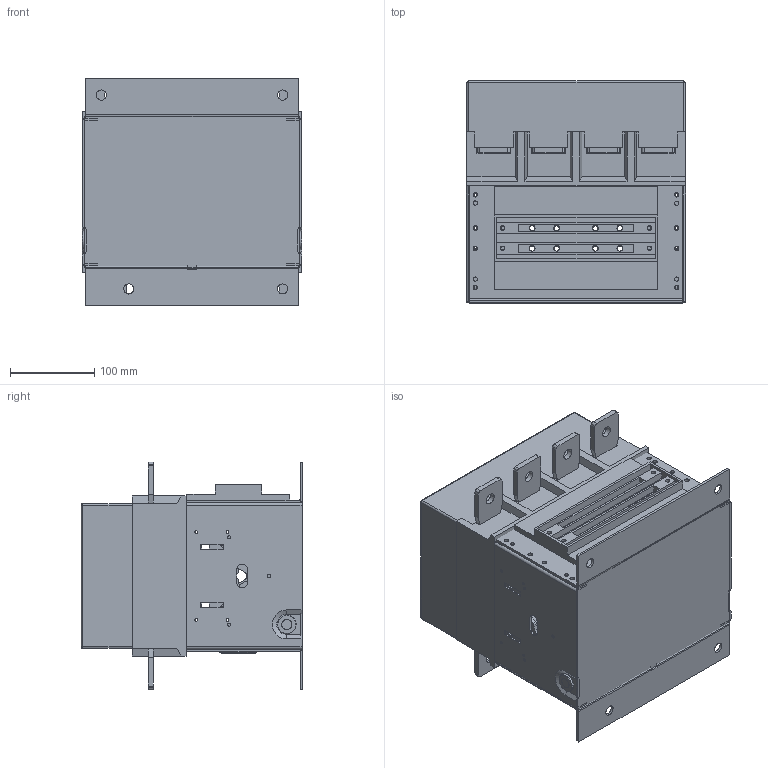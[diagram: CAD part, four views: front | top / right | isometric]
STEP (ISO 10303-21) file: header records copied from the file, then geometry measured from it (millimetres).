
FILE_DESCRIPTION(/* description */ (''),/* implementation_level */ '2;1');
FILE_NAME(/* name */ 'B500-630 4P_CATALOG.stp',/* time_stamp */ '2020-06-17T07:44:28+02:00',/* author */ (''),/* organization */ (''),/* preprocessor_version */ 'ST-DEVELOPER v16',/* originating_system */ 'SIEMENS PLM Software NX 10.0',/* authorisation */ '');
FILE_SCHEMA (('CONFIG_CONTROL_DESIGN'));
Length unit declared in the file: millimetre
Products named in the file (1): B500-630 4P_CATALOG
Bounding box: 260.04 x 263 x 270 mm (x, y, z)
Volume: 4.5 mm3; surface area: 768949.7 mm2
Topology: 2 solids, 32 shells, 462 faces, 2268 edges, 1820 vertices
Faces by surface type: plane 292, cylinder 138, cone 20, bspline 8, sphere 4
Full cylindrical faces by diameter (mm): 3.242 x8, 3.4 x4, 4.134 x1, 5 x8, 5.2 x4, 5.3 x16, 6 x8, 6.6 x1, 8.2 x2, 8.8 x1, 12 x6, 12.1 x2, 13 x8, 16 x2, 22 x2
Entity records: 23191 total; most frequent: CARTESIAN_POINT 4782, DIRECTION 3700, ORIENTED_EDGE 3127, EDGE_CURVE 2162, VERTEX_POINT 1809, LINE 1462, VECTOR 1462, AXIS2_PLACEMENT_3D 1119
